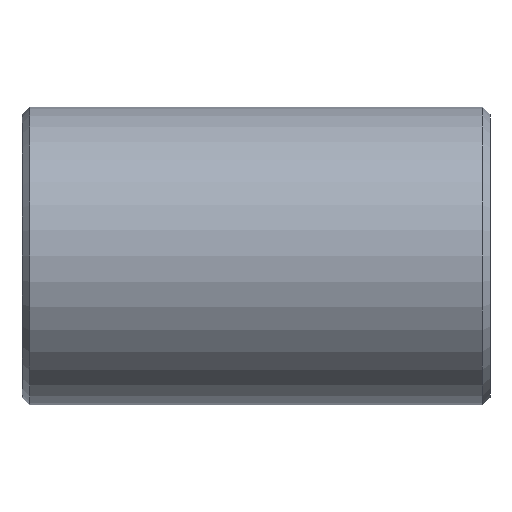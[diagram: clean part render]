
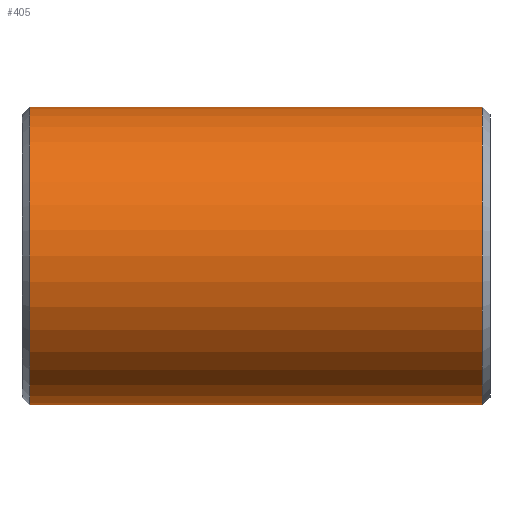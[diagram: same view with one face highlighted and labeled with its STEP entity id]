
A CAD part, front view. The second image highlights one B-rep face of the part: STEP entity #405.
In plain terms, the highlighted cylindrical face has radius 177.8 mm (diameter 355.6 mm), a partial arc.
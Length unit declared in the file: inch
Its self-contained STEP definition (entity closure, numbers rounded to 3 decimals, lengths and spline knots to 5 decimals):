
#3 = EDGE_CURVE ( 'NONE', #858, #884, #31, .T. ) ;
#24 = EDGE_LOOP ( 'NONE', ( #54, #972, #670, #616 ) ) ;
#31 = CIRCLE ( 'NONE', #760, 7. ) ;
#54 = ORIENTED_EDGE ( 'NONE', *, *, #528, .F. ) ;
#55 = CYLINDRICAL_SURFACE ( 'NONE', #946, 7. ) ;
#61 = CARTESIAN_POINT ( 'NONE',  ( -10.63533, 0., 7. ) ) ;
#107 = CARTESIAN_POINT ( 'NONE',  ( 11., 0., -7. ) ) ;
#121 = VECTOR ( 'NONE', #903, 39.37008 ) ;
#132 = CARTESIAN_POINT ( 'NONE',  ( -10.63533, 0., 0. ) ) ;
#190 = EDGE_CURVE ( 'NONE', #444, #882, #393, .T. ) ;
#236 = AXIS2_PLACEMENT_3D ( 'NONE', #132, #743, #815 ) ;
#266 = EDGE_CURVE ( 'NONE', #884, #444, #296, .T. ) ;
#276 = DIRECTION ( 'NONE',  ( 0., 0., 1. ) ) ;
#296 = LINE ( 'NONE', #595, #121 ) ;
#314 = CARTESIAN_POINT ( 'NONE',  ( 10.63533, 0., -7. ) ) ;
#325 = DIRECTION ( 'NONE',  ( -1., 0., 0. ) ) ;
#352 = FACE_OUTER_BOUND ( 'NONE', #24, .T. ) ;
#358 = DIRECTION ( 'NONE',  ( -1., 0., 0. ) ) ;
#393 = CIRCLE ( 'NONE', #236, 7. ) ;
#405 = ADVANCED_FACE ( 'NONE', ( #352 ), #55, .T. ) ;
#444 = VERTEX_POINT ( 'NONE', #61 ) ;
#482 = CARTESIAN_POINT ( 'NONE',  ( 10.63533, 0., 7. ) ) ;
#490 = CARTESIAN_POINT ( 'NONE',  ( -10.63533, 0., -7. ) ) ;
#526 = DIRECTION ( 'NONE',  ( 0., 0., -1. ) ) ;
#528 = EDGE_CURVE ( 'NONE', #858, #882, #949, .T. ) ;
#533 = VECTOR ( 'NONE', #325, 39.37008 ) ;
#595 = CARTESIAN_POINT ( 'NONE',  ( 11., 0., 7. ) ) ;
#616 = ORIENTED_EDGE ( 'NONE', *, *, #190, .T. ) ;
#670 = ORIENTED_EDGE ( 'NONE', *, *, #266, .T. ) ;
#743 = DIRECTION ( 'NONE',  ( 1., 0., 0. ) ) ;
#760 = AXIS2_PLACEMENT_3D ( 'NONE', #985, #891, #526 ) ;
#815 = DIRECTION ( 'NONE',  ( 0., 0., 1. ) ) ;
#819 = CARTESIAN_POINT ( 'NONE',  ( 11., 0., 0. ) ) ;
#858 = VERTEX_POINT ( 'NONE', #314 ) ;
#882 = VERTEX_POINT ( 'NONE', #490 ) ;
#884 = VERTEX_POINT ( 'NONE', #482 ) ;
#891 = DIRECTION ( 'NONE',  ( -1., 0., 0. ) ) ;
#903 = DIRECTION ( 'NONE',  ( -1., 0., 0. ) ) ;
#946 = AXIS2_PLACEMENT_3D ( 'NONE', #819, #358, #276 ) ;
#949 = LINE ( 'NONE', #107, #533 ) ;
#972 = ORIENTED_EDGE ( 'NONE', *, *, #3, .T. ) ;
#985 = CARTESIAN_POINT ( 'NONE',  ( 10.63533, 0., 0. ) ) ;
